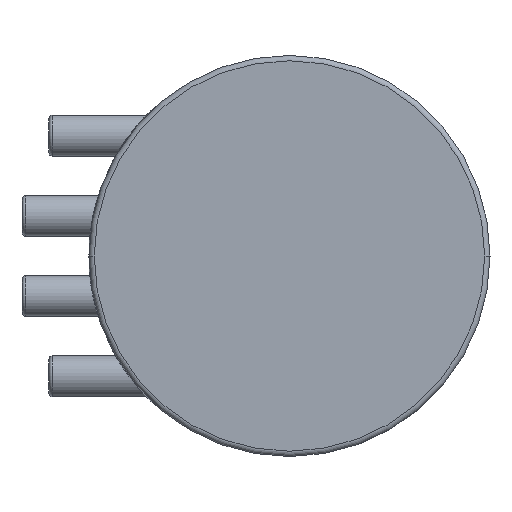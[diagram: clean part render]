
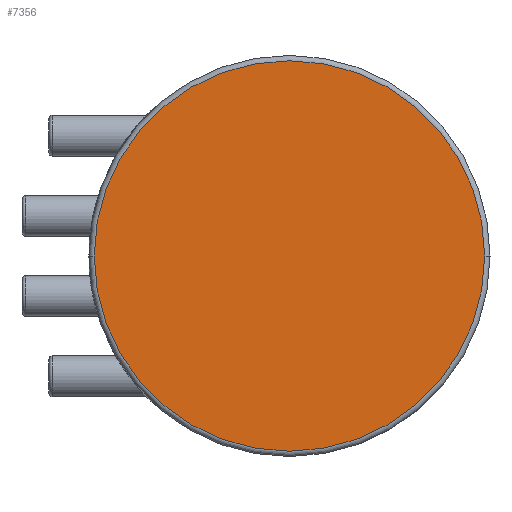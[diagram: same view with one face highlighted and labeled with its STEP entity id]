
A CAD part, left-side view. The second image highlights one B-rep face of the part: STEP entity #7356.
In plain terms, the highlighted planar face has unit normal (-1, 0, 0).
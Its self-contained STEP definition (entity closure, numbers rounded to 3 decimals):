
#1290=CARTESIAN_POINT('',(0.,0.,0.));
#1291=DIRECTION('',(-1.,0.,0.));
#1292=DIRECTION('',(0.,1.,0.));
#1293=AXIS2_PLACEMENT_3D('',#1290,#1291,#1292);
#1295=CARTESIAN_POINT('',(0.,0.,0.));
#1296=DIRECTION('',(-1.,0.,0.));
#1297=DIRECTION('',(0.,-1.,0.));
#1298=AXIS2_PLACEMENT_3D('',#1295,#1296,#1297);
#5565=CARTESIAN_POINT('',(0.,10.95,0.));
#5566=CARTESIAN_POINT('',(0.,-10.95,
0.));
#5567=VERTEX_POINT('',#5565);
#5568=VERTEX_POINT('',#5566);
#7346=CARTESIAN_POINT('',(0.,0.,0.));
#7347=DIRECTION('',(1.,0.,0.));
#7348=DIRECTION('',(0.,-1.,0.));
#7349=AXIS2_PLACEMENT_3D('',#7346,#7347,#7348);
#7350=PLANE('',#7349);
#7351=ORIENTED_EDGE('',*,*,#7336,.F.);
#7353=ORIENTED_EDGE('',*,*,#7352,.F.);
#7354=EDGE_LOOP('',(#7351,#7353));
#7355=FACE_OUTER_BOUND('',#7354,.F.);
#7356=ADVANCED_FACE('',(#7355),#7350,.F.);
#1294=CIRCLE('',#1293,10.95);
#1299=CIRCLE('',#1298,10.95);
#7336=EDGE_CURVE('',#5567,#5568,#1294,.T.);
#7352=EDGE_CURVE('',#5568,#5567,#1299,.T.);
